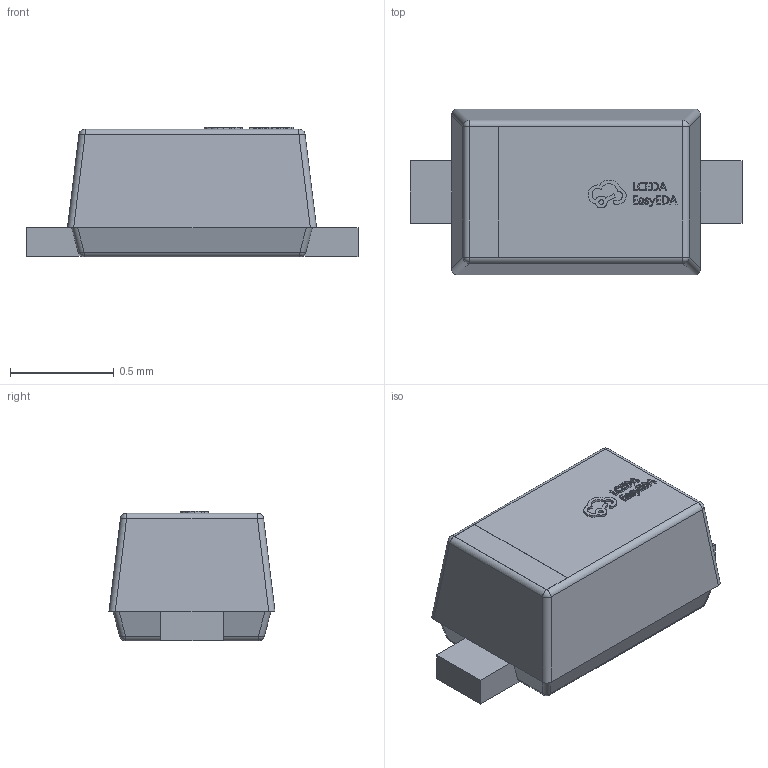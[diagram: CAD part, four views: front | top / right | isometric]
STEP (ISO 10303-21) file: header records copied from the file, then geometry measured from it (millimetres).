
FILE_DESCRIPTION (( 'STEP AP214' ), '1' );
FILE_NAME ('SOD-523_L1.2-W0.8-LS1.6-RD_MM5Z.STEP', '2024-11-24T06:32:53', ( 'User' ), ( 'China' ), 'SwSTEP 2.0', 'SolidWorks 2020', '' );
FILE_SCHEMA (( 'AUTOMOTIVE_DESIGN' ));
Length unit declared in the file: millimetre
Products named in the file (1): SOD-523_L1.2-W0.8-LS1.6-RD_MM5Z
Bounding box: 1.6 x 0.8 x 0.62 mm (x, y, z)
Volume: 0.5 mm3; surface area: 4.2 mm2
Topology: 1 solids, 1 shells, 279 faces, 742 edges, 484 vertices
Faces by surface type: plane 155, bspline 98, cylinder 18, sphere 8
Entity records: 12187 total; most frequent: CARTESIAN_POINT 2836, ORIENTED_EDGE 1484, DIRECTION 930, EDGE_CURVE 742, LINE 502, VECTOR 502, VERTEX_POINT 484, EDGE_LOOP 298
